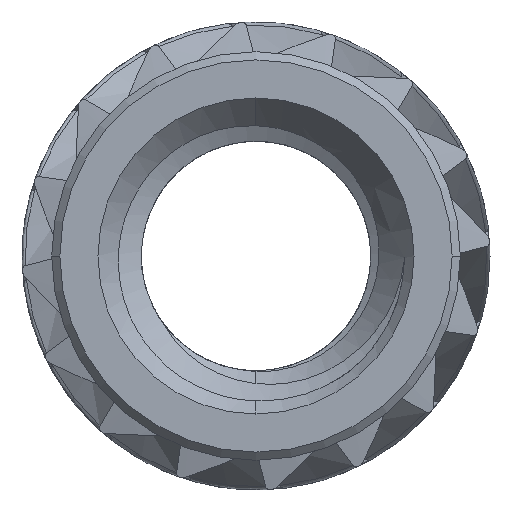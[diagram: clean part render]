
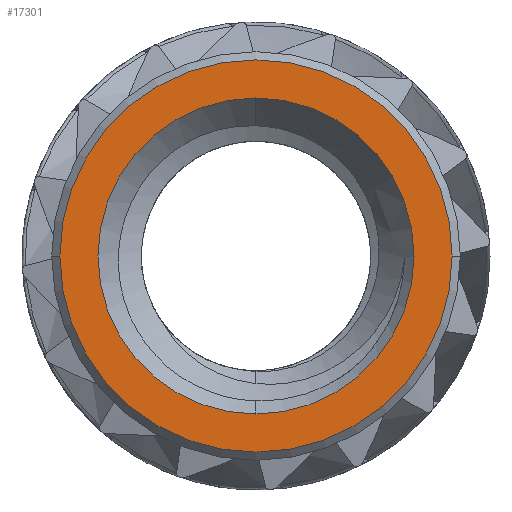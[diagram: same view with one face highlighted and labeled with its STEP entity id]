
A CAD part, front view. The second image highlights one B-rep face of the part: STEP entity #17301.
In plain terms, the highlighted planar face has unit normal (0, -1, 0).
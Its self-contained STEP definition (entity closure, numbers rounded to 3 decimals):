
#49 = VERTEX_POINT ( 'NONE', #18782 ) ;
#647 = CARTESIAN_POINT ( 'NONE',  ( 0., -2.35, 0. ) ) ;
#914 = DIRECTION ( 'NONE',  ( 0., -1., 0. ) ) ;
#1016 = DIRECTION ( 'NONE',  ( 1., 0., 0. ) ) ;
#1108 = DIRECTION ( 'NONE',  ( 0., -1., 0. ) ) ;
#2361 = ORIENTED_EDGE ( 'NONE', *, *, #6706, .T. ) ;
#2659 = AXIS2_PLACEMENT_3D ( 'NONE', #9516, #21077, #19352 ) ;
#3215 = AXIS2_PLACEMENT_3D ( 'NONE', #17113, #1108, #19036 ) ;
#3264 = DIRECTION ( 'NONE',  ( 0., -1., 0. ) ) ;
#3824 = DIRECTION ( 'NONE',  ( 0., -1., 0. ) ) ;
#4520 = ORIENTED_EDGE ( 'NONE', *, *, #5805, .T. ) ;
#4854 = VERTEX_POINT ( 'NONE', #13795 ) ;
#4979 = VERTEX_POINT ( 'NONE', #7197 ) ;
#5070 = CARTESIAN_POINT ( 'NONE',  ( 2.64, -2.35, 0. ) ) ;
#5330 = DIRECTION ( 'NONE',  ( 0., 0., -1. ) ) ;
#5404 = ORIENTED_EDGE ( 'NONE', *, *, #14793, .F. ) ;
#5805 = EDGE_CURVE ( 'NONE', #4854, #10273, #7643, .T. ) ;
#6016 = EDGE_LOOP ( 'NONE', ( #4520, #2361 ) ) ;
#6148 = DIRECTION ( 'NONE',  ( 1., 0., 0. ) ) ;
#6706 = EDGE_CURVE ( 'NONE', #10273, #4854, #20606, .T. ) ;
#7197 = CARTESIAN_POINT ( 'NONE',  ( 0., -2.35, -2.127 ) ) ;
#7613 = PLANE ( 'NONE',  #14618 ) ;
#7643 = CIRCLE ( 'NONE', #13425, 2.64 ) ;
#7764 = CIRCLE ( 'NONE', #2659, 2.127 ) ;
#9516 = CARTESIAN_POINT ( 'NONE',  ( 0., -2.35, 0. ) ) ;
#9663 = CARTESIAN_POINT ( 'NONE',  ( 0., -2.35, 0. ) ) ;
#9680 = CIRCLE ( 'NONE', #13419, 2.127 ) ;
#9761 = ORIENTED_EDGE ( 'NONE', *, *, #20667, .F. ) ;
#10273 = VERTEX_POINT ( 'NONE', #5070 ) ;
#13419 = AXIS2_PLACEMENT_3D ( 'NONE', #647, #3824, #5330 ) ;
#13425 = AXIS2_PLACEMENT_3D ( 'NONE', #9663, #3264, #6148 ) ;
#13795 = CARTESIAN_POINT ( 'NONE',  ( -2.64, -2.35, 0. ) ) ;
#14099 = CARTESIAN_POINT ( 'NONE',  ( 2.75, -2.35, 0. ) ) ;
#14618 = AXIS2_PLACEMENT_3D ( 'NONE', #14099, #914, #1016 ) ;
#14793 = EDGE_CURVE ( 'NONE', #49, #4979, #9680, .T. ) ;
#16606 = FACE_OUTER_BOUND ( 'NONE', #6016, .T. ) ;
#17113 = CARTESIAN_POINT ( 'NONE',  ( 0., -2.35, 0. ) ) ;
#17301 = ADVANCED_FACE ( 'NONE', ( #18220, #16606 ), #7613, .T. ) ;
#17941 = EDGE_LOOP ( 'NONE', ( #9761, #5404 ) ) ;
#18220 = FACE_BOUND ( 'NONE', #17941, .T. ) ;
#18782 = CARTESIAN_POINT ( 'NONE',  ( 0., -2.35, 2.127 ) ) ;
#19036 = DIRECTION ( 'NONE',  ( 1., 0., 0. ) ) ;
#19352 = DIRECTION ( 'NONE',  ( 0., 0., -1. ) ) ;
#20606 = CIRCLE ( 'NONE', #3215, 2.64 ) ;
#20667 = EDGE_CURVE ( 'NONE', #4979, #49, #7764, .T. ) ;
#21077 = DIRECTION ( 'NONE',  ( 0., -1., 0. ) ) ;
